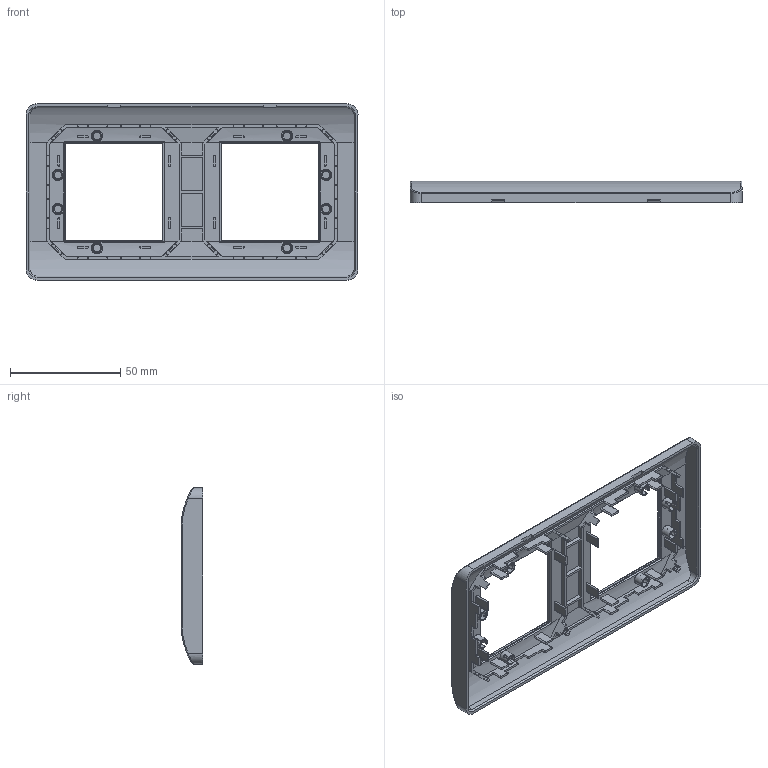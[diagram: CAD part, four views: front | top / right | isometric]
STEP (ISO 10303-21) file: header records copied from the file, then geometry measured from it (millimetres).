
FILE_DESCRIPTION((''),'2;1');
FILE_NAME('ASM0014_ASM','2023-12-28T',('wznwsJS'),(''),'PRO/ENGINEER BY PARAMETRIC TECHNOLOGY CORPORATION, 2008380','PRO/ENGINEER BY PARAMETRIC TECHNOLOGY CORPORATION, 2008380','');
FILE_SCHEMA(('CONFIG_CONTROL_DESIGN'));
Length unit declared in the file: millimetre
Products named in the file (4): PRT0051; ASM0019_ASM; ASM0015_ASM; ASM0014_ASM
Assembly tree (3 placements, depth 4):
  ASM0014_ASM
    ASM0015_ASM
      ASM0019_ASM
        PRT0051
Bounding box: 150.7 x 9.8 x 80 mm (x, y, z)
Volume: 20961.1 mm3; surface area: 27496.6 mm2
Topology: 1 solids, 1 shells, 666 faces, 1946 edges, 1306 vertices
Faces by surface type: plane 380, cylinder 242, cone 28, torus 12, bspline 4
Entity records: 23255 total; most frequent: CARTESIAN_POINT 5482, ORIENTED_EDGE 3884, DIRECTION 3548, EDGE_CURVE 1942, VERTEX_POINT 1304, AXIS2_PLACEMENT_3D 1207, VECTOR 1134, LINE 1134
